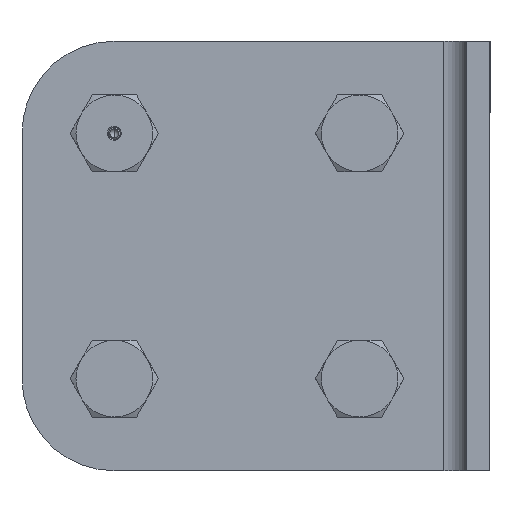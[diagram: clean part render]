
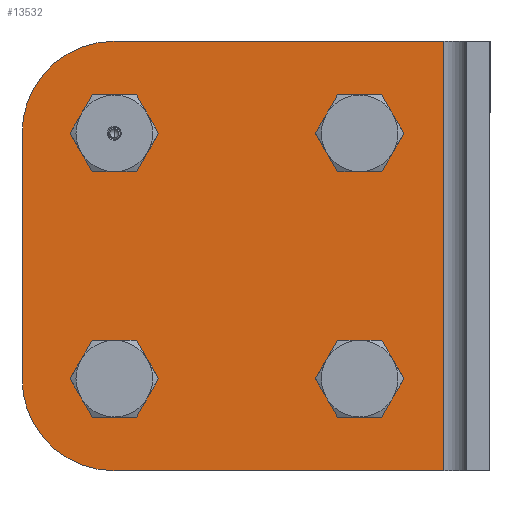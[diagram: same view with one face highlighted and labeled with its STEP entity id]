
A CAD part, left-side view. The second image highlights one B-rep face of the part: STEP entity #13532.
In plain terms, the highlighted planar face has unit normal (-1, 0, 0).
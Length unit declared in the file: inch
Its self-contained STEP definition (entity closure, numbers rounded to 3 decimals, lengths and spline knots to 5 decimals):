
#132 = CARTESIAN_POINT ( 'NONE',  ( -10.875, -0.453, -4. ) ) ;
#203 = ORIENTED_EDGE ( 'NONE', *, *, #13137, .F. ) ;
#336 = EDGE_CURVE ( 'NONE', #7351, #18482, #13462, .T. ) ;
#419 = DIRECTION ( 'NONE',  ( 0., -1., 0. ) ) ;
#512 = LINE ( 'NONE', #17507, #15578 ) ;
#666 = FACE_BOUND ( 'NONE', #3370, .T. ) ;
#1111 = VERTEX_POINT ( 'NONE', #18103 ) ;
#1341 = CIRCLE ( 'NONE', #17093, 0.453 ) ;
#1466 = EDGE_CURVE ( 'NONE', #14598, #1111, #14155, .T. ) ;
#1576 = ORIENTED_EDGE ( 'NONE', *, *, #16191, .T. ) ;
#1667 = CIRCLE ( 'NONE', #16230, 0.453 ) ;
#1740 = EDGE_LOOP ( 'NONE', ( #4477, #6239 ) ) ;
#1749 = DIRECTION ( 'NONE',  ( 0., 0., -1. ) ) ;
#1815 = FACE_BOUND ( 'NONE', #16224, .T. ) ;
#1845 = CARTESIAN_POINT ( 'NONE',  ( -10.875, -5.375, 1.5 ) ) ;
#1918 = DIRECTION ( 'NONE',  ( 0., -1., 0. ) ) ;
#2099 = DIRECTION ( 'NONE',  ( -1., 0., 0. ) ) ;
#2693 = VERTEX_POINT ( 'NONE', #7139 ) ;
#2958 = CARTESIAN_POINT ( 'NONE',  ( -10.875, 1.505, 1.5 ) ) ;
#3026 = CARTESIAN_POINT ( 'NONE',  ( -10.875, -4., -4. ) ) ;
#3071 = AXIS2_PLACEMENT_3D ( 'NONE', #17979, #6267, #12303 ) ;
#3228 = FACE_BOUND ( 'NONE', #8037, .T. ) ;
#3333 = CARTESIAN_POINT ( 'NONE',  ( -10.875, -0.453, 0. ) ) ;
#3348 = VECTOR ( 'NONE', #12835, 39.37008 ) ;
#3370 = EDGE_LOOP ( 'NONE', ( #5521, #15645 ) ) ;
#3671 = CARTESIAN_POINT ( 'NONE',  ( -10.875, 1.505, 1.5 ) ) ;
#4074 = VERTEX_POINT ( 'NONE', #13811 ) ;
#4126 = CIRCLE ( 'NONE', #18723, 1.5 ) ;
#4477 = ORIENTED_EDGE ( 'NONE', *, *, #4932, .F. ) ;
#4583 = VERTEX_POINT ( 'NONE', #132 ) ;
#4606 = CARTESIAN_POINT ( 'NONE',  ( -10.875, 0., -4. ) ) ;
#4778 = ORIENTED_EDGE ( 'NONE', *, *, #5424, .F. ) ;
#4780 = CARTESIAN_POINT ( 'NONE',  ( -10.875, -4.453, 0. ) ) ;
#4841 = VERTEX_POINT ( 'NONE', #11990 ) ;
#4932 = EDGE_CURVE ( 'NONE', #16628, #4074, #1341, .T. ) ;
#4947 = CIRCLE ( 'NONE', #12274, 1.5 ) ;
#5028 = DIRECTION ( 'NONE',  ( 0., -1., 0. ) ) ;
#5424 = EDGE_CURVE ( 'NONE', #14001, #7060, #512, .T. ) ;
#5509 = EDGE_CURVE ( 'NONE', #16431, #4583, #7045, .T. ) ;
#5521 = ORIENTED_EDGE ( 'NONE', *, *, #336, .F. ) ;
#5755 = EDGE_CURVE ( 'NONE', #9783, #13656, #4947, .T. ) ;
#5920 = AXIS2_PLACEMENT_3D ( 'NONE', #14571, #9048, #419 ) ;
#6239 = ORIENTED_EDGE ( 'NONE', *, *, #8810, .F. ) ;
#6267 = DIRECTION ( 'NONE',  ( -1., 0., 0. ) ) ;
#6410 = DIRECTION ( 'NONE',  ( 0., -1., 0. ) ) ;
#6593 = DIRECTION ( 'NONE',  ( 0., -1., 0. ) ) ;
#6720 = AXIS2_PLACEMENT_3D ( 'NONE', #3026, #8816, #11800 ) ;
#6767 = CARTESIAN_POINT ( 'NONE',  ( -10.875, -4.453, -4. ) ) ;
#6976 = CARTESIAN_POINT ( 'NONE',  ( -10.875, 1.505, -4. ) ) ;
#7045 = CIRCLE ( 'NONE', #10453, 0.453 ) ;
#7060 = VERTEX_POINT ( 'NONE', #13215 ) ;
#7139 = CARTESIAN_POINT ( 'NONE',  ( -10.875, 1.505, 0. ) ) ;
#7143 = EDGE_CURVE ( 'NONE', #4583, #16431, #18167, .T. ) ;
#7291 = CARTESIAN_POINT ( 'NONE',  ( -10.875, 0.005, -4. ) ) ;
#7351 = VERTEX_POINT ( 'NONE', #6767 ) ;
#7466 = DIRECTION ( 'NONE',  ( -1., 0., 0. ) ) ;
#7610 = ORIENTED_EDGE ( 'NONE', *, *, #1466, .F. ) ;
#8037 = EDGE_LOOP ( 'NONE', ( #13376, #17802 ) ) ;
#8737 = DIRECTION ( 'NONE',  ( 0., 1., 0. ) ) ;
#8810 = EDGE_CURVE ( 'NONE', #4074, #16628, #1667, .T. ) ;
#8816 = DIRECTION ( 'NONE',  ( -1., 0., 0. ) ) ;
#8945 = CARTESIAN_POINT ( 'NONE',  ( -10.875, 1.505, -5.5 ) ) ;
#9021 = FACE_BOUND ( 'NONE', #1740, .T. ) ;
#9037 = LINE ( 'NONE', #2958, #16120 ) ;
#9048 = DIRECTION ( 'NONE',  ( -1., 0., 0. ) ) ;
#9455 = ORIENTED_EDGE ( 'NONE', *, *, #16707, .T. ) ;
#9514 = DIRECTION ( 'NONE',  ( -1., 0., 0. ) ) ;
#9641 = ORIENTED_EDGE ( 'NONE', *, *, #18192, .F. ) ;
#9783 = VERTEX_POINT ( 'NONE', #14295 ) ;
#10272 = DIRECTION ( 'NONE',  ( 1., 0., 0. ) ) ;
#10365 = CIRCLE ( 'NONE', #3071, 0.453 ) ;
#10453 = AXIS2_PLACEMENT_3D ( 'NONE', #16640, #9514, #5028 ) ;
#10525 = VECTOR ( 'NONE', #14666, 39.37008 ) ;
#10601 = EDGE_LOOP ( 'NONE', ( #203, #4778, #9455, #18711, #1576, #18327 ) ) ;
#10730 = DIRECTION ( 'NONE',  ( -1., 0., 0. ) ) ;
#11800 = DIRECTION ( 'NONE',  ( 0., -1., 0. ) ) ;
#11990 = CARTESIAN_POINT ( 'NONE',  ( -10.875, 0.005, 1.5 ) ) ;
#12065 = CARTESIAN_POINT ( 'NONE',  ( -10.875, -4., 0. ) ) ;
#12090 = PLANE ( 'NONE',  #16596 ) ;
#12274 = AXIS2_PLACEMENT_3D ( 'NONE', #7291, #10272, #13319 ) ;
#12303 = DIRECTION ( 'NONE',  ( 0., -1., 0. ) ) ;
#12333 = DIRECTION ( 'NONE',  ( 0., -1., 0. ) ) ;
#12361 = DIRECTION ( 'NONE',  ( -1., 0., 0. ) ) ;
#12435 = AXIS2_PLACEMENT_3D ( 'NONE', #4606, #7466, #16430 ) ;
#12549 = DIRECTION ( 'NONE',  ( 0., -1., 0. ) ) ;
#12762 = CIRCLE ( 'NONE', #13680, 0.453 ) ;
#12781 = LINE ( 'NONE', #8945, #10525 ) ;
#12835 = DIRECTION ( 'NONE',  ( 0., 0., -1. ) ) ;
#12931 = CARTESIAN_POINT ( 'NONE',  ( -10.875, 1.505, 1.5 ) ) ;
#13079 = CARTESIAN_POINT ( 'NONE',  ( -10.875, -3.547, -4. ) ) ;
#13137 = EDGE_CURVE ( 'NONE', #7060, #9783, #12781, .T. ) ;
#13215 = CARTESIAN_POINT ( 'NONE',  ( -10.875, -5.375, -5.5 ) ) ;
#13319 = DIRECTION ( 'NONE',  ( 0., -1., 0. ) ) ;
#13376 = ORIENTED_EDGE ( 'NONE', *, *, #7143, .F. ) ;
#13462 = CIRCLE ( 'NONE', #6720, 0.453 ) ;
#13532 = ADVANCED_FACE ( 'NONE', ( #3228, #9021, #1815, #666, #16353 ), #12090, .T. ) ;
#13599 = EDGE_CURVE ( 'NONE', #2693, #4841, #4126, .T. ) ;
#13656 = VERTEX_POINT ( 'NONE', #6976 ) ;
#13680 = AXIS2_PLACEMENT_3D ( 'NONE', #12065, #10730, #12333 ) ;
#13811 = CARTESIAN_POINT ( 'NONE',  ( -10.875, 0.453, 0. ) ) ;
#13882 = DIRECTION ( 'NONE',  ( 1., 0., 0. ) ) ;
#14001 = VERTEX_POINT ( 'NONE', #1845 ) ;
#14155 = CIRCLE ( 'NONE', #5920, 0.453 ) ;
#14238 = LINE ( 'NONE', #12931, #3348 ) ;
#14295 = CARTESIAN_POINT ( 'NONE',  ( -10.875, 0.005, -5.5 ) ) ;
#14571 = CARTESIAN_POINT ( 'NONE',  ( -10.875, -4., 0. ) ) ;
#14598 = VERTEX_POINT ( 'NONE', #4780 ) ;
#14666 = DIRECTION ( 'NONE',  ( 0., 1., 0. ) ) ;
#15026 = CARTESIAN_POINT ( 'NONE',  ( -10.875, 0., 0. ) ) ;
#15101 = CARTESIAN_POINT ( 'NONE',  ( -10.875, 0., 0. ) ) ;
#15281 = CARTESIAN_POINT ( 'NONE',  ( -10.875, 0.005, 0. ) ) ;
#15293 = DIRECTION ( 'NONE',  ( -1., 0., 0. ) ) ;
#15578 = VECTOR ( 'NONE', #1749, 39.37008 ) ;
#15645 = ORIENTED_EDGE ( 'NONE', *, *, #17623, .F. ) ;
#16120 = VECTOR ( 'NONE', #8737, 39.37008 ) ;
#16191 = EDGE_CURVE ( 'NONE', #2693, #13656, #14238, .T. ) ;
#16224 = EDGE_LOOP ( 'NONE', ( #7610, #9641 ) ) ;
#16230 = AXIS2_PLACEMENT_3D ( 'NONE', #15026, #15293, #1918 ) ;
#16353 = FACE_OUTER_BOUND ( 'NONE', #10601, .T. ) ;
#16430 = DIRECTION ( 'NONE',  ( 0., -1., 0. ) ) ;
#16431 = VERTEX_POINT ( 'NONE', #18202 ) ;
#16596 = AXIS2_PLACEMENT_3D ( 'NONE', #3671, #12361, #12549 ) ;
#16628 = VERTEX_POINT ( 'NONE', #3333 ) ;
#16640 = CARTESIAN_POINT ( 'NONE',  ( -10.875, 0., -4. ) ) ;
#16707 = EDGE_CURVE ( 'NONE', #14001, #4841, #9037, .T. ) ;
#17093 = AXIS2_PLACEMENT_3D ( 'NONE', #15101, #2099, #6410 ) ;
#17507 = CARTESIAN_POINT ( 'NONE',  ( -10.875, -5.375, 1.5 ) ) ;
#17623 = EDGE_CURVE ( 'NONE', #18482, #7351, #10365, .T. ) ;
#17802 = ORIENTED_EDGE ( 'NONE', *, *, #5509, .F. ) ;
#17979 = CARTESIAN_POINT ( 'NONE',  ( -10.875, -4., -4. ) ) ;
#18103 = CARTESIAN_POINT ( 'NONE',  ( -10.875, -3.547, 0. ) ) ;
#18167 = CIRCLE ( 'NONE', #12435, 0.453 ) ;
#18192 = EDGE_CURVE ( 'NONE', #1111, #14598, #12762, .T. ) ;
#18202 = CARTESIAN_POINT ( 'NONE',  ( -10.875, 0.453, -4. ) ) ;
#18327 = ORIENTED_EDGE ( 'NONE', *, *, #5755, .F. ) ;
#18482 = VERTEX_POINT ( 'NONE', #13079 ) ;
#18711 = ORIENTED_EDGE ( 'NONE', *, *, #13599, .F. ) ;
#18723 = AXIS2_PLACEMENT_3D ( 'NONE', #15281, #13882, #6593 ) ;
